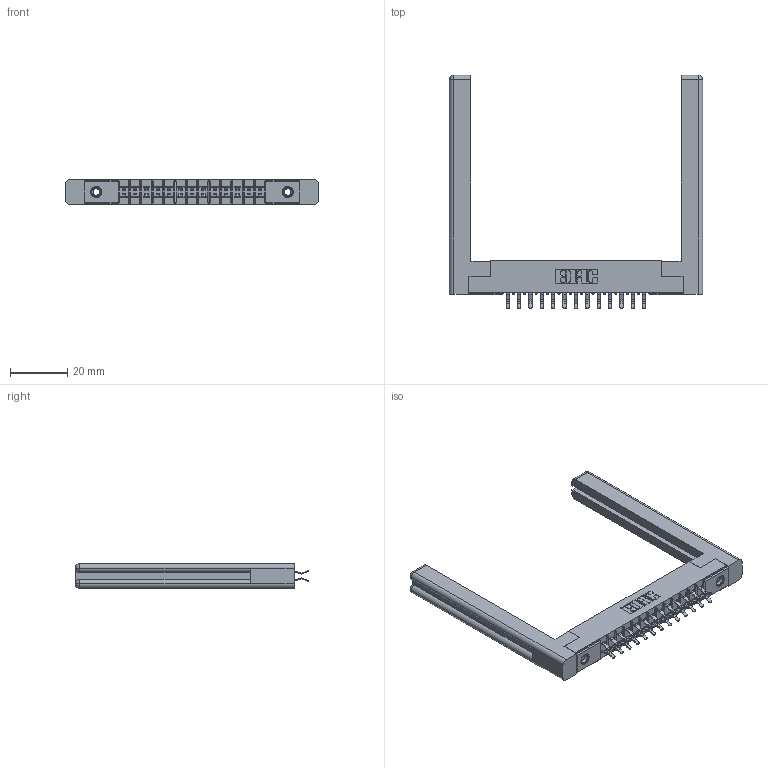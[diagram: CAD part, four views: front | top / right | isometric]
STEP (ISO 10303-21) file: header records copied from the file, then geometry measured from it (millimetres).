
FILE_DESCRIPTION (( 'STEP AP203' ), '1' );
FILE_NAME ('305-026-556-558.STEP', '2019-09-09T15:27:23', ( '' ), ( '' ), 'SwSTEP 2.0', 'SolidWorks 2016', '' );
FILE_SCHEMA (( 'CONFIG_CONTROL_DESIGN' ));
Length unit declared in the file: inch
Products named in the file (5): 305-290-001_556; 307-220-058; 305-026-556-558; 305 Part_.156 Dia; 345-250-001_345-250-001-102
Assembly tree (31 placements, depth 2):
  305-026-556-558
    305 Part_.156 Dia
    305-290-001_556  x26
    345-250-001_345-250-001-102  x2
    307-220-058  x2
Bounding box: 88.14 x 81.28 x 8.71 mm (x, y, z)
Volume: 13074.5 mm3; surface area: 15055.5 mm2
Topology: 31 solids, 31 shells, 1714 faces, 4869 edges, 3162 vertices
Faces by surface type: plane 958, cylinder 680, sphere 52, cone 12, torus 12
Entity records: 20461 total; most frequent: CARTESIAN_POINT 3404, ORIENTED_EDGE 3316, DIRECTION 3282, EDGE_CURVE 1658, VECTOR 1294, LINE 1294, VERTEX_POINT 1062, AXIS2_PLACEMENT_3D 994
